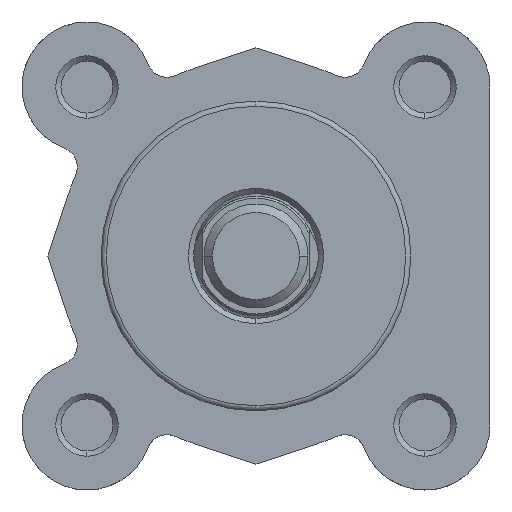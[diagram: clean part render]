
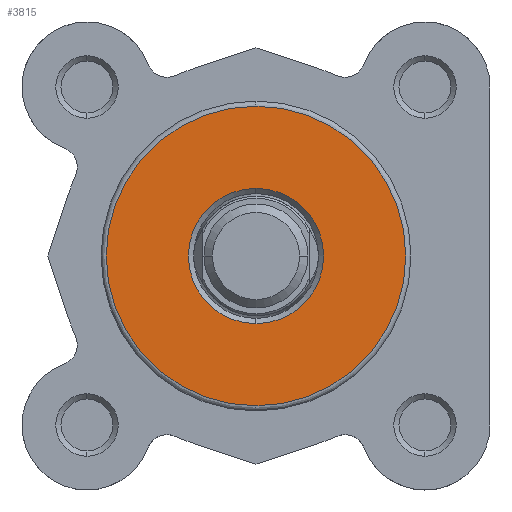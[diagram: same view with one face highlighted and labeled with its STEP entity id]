
A CAD part, left-side view. The second image highlights one B-rep face of the part: STEP entity #3815.
In plain terms, the highlighted planar face has unit normal (-1, 0, 0).
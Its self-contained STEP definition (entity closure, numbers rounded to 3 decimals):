
#134 = VERTEX_POINT ( 'NONE', #464 ) ;
#135 = VERTEX_POINT ( 'NONE', #465 ) ;
#138 = VERTEX_POINT ( 'NONE', #468 ) ;
#139 = VERTEX_POINT ( 'NONE', #469 ) ;
#464 = CARTESIAN_POINT ( 'NONE',  ( 0., 0., 14.4 ) ) ;
#465 = CARTESIAN_POINT ( 'NONE',  ( 0., 0., -14.4 ) ) ;
#468 = CARTESIAN_POINT ( 'NONE',  ( 0., 0., 6.5 ) ) ;
#469 = CARTESIAN_POINT ( 'NONE',  ( 0., 0., -6.5 ) ) ;
#682 = CARTESIAN_POINT ( 'NONE',  ( 0., -6., 0. ) ) ;
#683 = PLANE ( 'NONE',  #5830 ) ;
#684 = DIRECTION ( 'NONE',  ( -1., 0., 0. ) ) ;
#685 = DIRECTION ( 'NONE',  ( 0., 0., 1. ) ) ;
#1188 = CARTESIAN_POINT ( 'NONE',  ( 0., 0., 0. ) ) ;
#1189 = DIRECTION ( 'NONE',  ( 1., 0., 0. ) ) ;
#1190 = DIRECTION ( 'NONE',  ( 0., 0., 1. ) ) ;
#1275 = CARTESIAN_POINT ( 'NONE',  ( 0., 0., 0. ) ) ;
#1276 = DIRECTION ( 'NONE',  ( -1., 0., 0. ) ) ;
#1277 = DIRECTION ( 'NONE',  ( 0., 0., 1. ) ) ;
#1540 = CARTESIAN_POINT ( 'NONE',  ( 0., 0., 0. ) ) ;
#1547 = DIRECTION ( 'NONE',  ( -1., 0., 0. ) ) ;
#1548 = DIRECTION ( 'NONE',  ( 0., 0., 1. ) ) ;
#1549 = CARTESIAN_POINT ( 'NONE',  ( 0., 0., 0. ) ) ;
#1556 = DIRECTION ( 'NONE',  ( 1., 0., 0. ) ) ;
#1557 = DIRECTION ( 'NONE',  ( 0., 0., 1. ) ) ;
#1875 = CIRCLE ( 'NONE', #5939, 6.5 ) ;
#1935 = CIRCLE ( 'NONE', #5995, 14.4 ) ;
#2074 = CIRCLE ( 'NONE', #6059, 14.4 ) ;
#2077 = CIRCLE ( 'NONE', #6062, 6.5 ) ;
#3815 = ADVANCED_FACE ( 'NONE', ( #6319, #6316 ), #683, .T. ) ;
#4109 = EDGE_LOOP ( 'NONE', ( #4327, #4326 ) ) ;
#4110 = EDGE_LOOP ( 'NONE', ( #4329, #4328 ) ) ;
#4326 = ORIENTED_EDGE ( 'NONE', *, *, #5453, .T. ) ;
#4327 = ORIENTED_EDGE ( 'NONE', *, *, #5350, .T. ) ;
#4328 = ORIENTED_EDGE ( 'NONE', *, *, #5456, .T. ) ;
#4329 = ORIENTED_EDGE ( 'NONE', *, *, #5313, .T. ) ;
#5313 = EDGE_CURVE ( 'NONE', #138, #139, #1875, .T. ) ;
#5350 = EDGE_CURVE ( 'NONE', #134, #135, #1935, .T. ) ;
#5453 = EDGE_CURVE ( 'NONE', #135, #134, #2074, .T. ) ;
#5456 = EDGE_CURVE ( 'NONE', #139, #138, #2077, .T. ) ;
#5830 = AXIS2_PLACEMENT_3D ( 'NONE', #682, #684, #685 ) ;
#5939 = AXIS2_PLACEMENT_3D ( 'NONE', #1188, #1189, #1190 ) ;
#5995 = AXIS2_PLACEMENT_3D ( 'NONE', #1275, #1276, #1277 ) ;
#6059 = AXIS2_PLACEMENT_3D ( 'NONE', #1540, #1547, #1548 ) ;
#6062 = AXIS2_PLACEMENT_3D ( 'NONE', #1549, #1556, #1557 ) ;
#6316 = FACE_OUTER_BOUND ( 'NONE', #4109, .T. ) ;
#6319 = FACE_BOUND ( 'NONE', #4110, .T. ) ;
